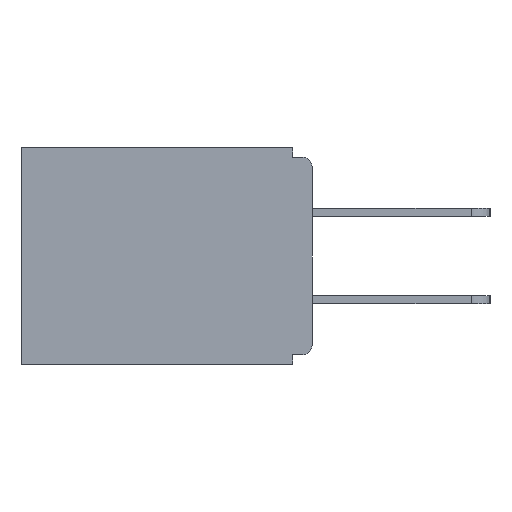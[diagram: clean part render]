
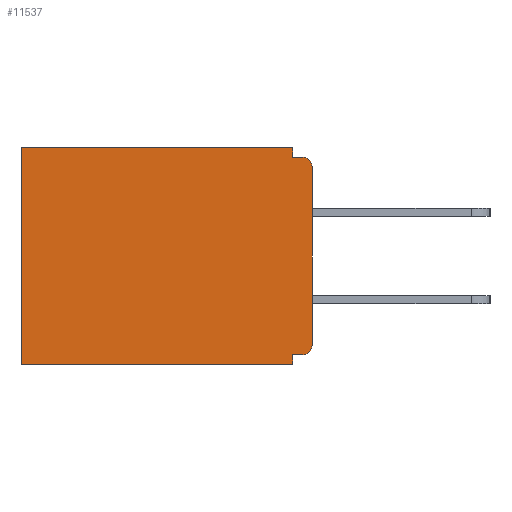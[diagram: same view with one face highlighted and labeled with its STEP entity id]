
A CAD part, left-side view. The second image highlights one B-rep face of the part: STEP entity #11537.
In plain terms, the highlighted planar face has unit normal (-1, 0, 0).
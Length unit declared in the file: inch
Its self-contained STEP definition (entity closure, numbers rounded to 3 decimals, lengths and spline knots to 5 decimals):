
#320 = ORIENTED_EDGE ( 'NONE', *, *, #8430, .F. ) ;
#890 = ORIENTED_EDGE ( 'NONE', *, *, #4760, .T. ) ;
#1082 = CARTESIAN_POINT ( 'NONE',  ( 0.298, 0., -0.015 ) ) ;
#1185 = VERTEX_POINT ( 'NONE', #1541 ) ;
#1541 = CARTESIAN_POINT ( 'NONE',  ( 0.298, 0., -0.03 ) ) ;
#1547 = DIRECTION ( 'NONE',  ( -1., 0., 0. ) ) ;
#1703 = CARTESIAN_POINT ( 'NONE',  ( 0.298, 0.031, -0.343 ) ) ;
#1784 = LINE ( 'NONE', #16505, #7077 ) ;
#1818 = LINE ( 'NONE', #14575, #4248 ) ;
#2043 = CARTESIAN_POINT ( 'NONE',  ( 0.298, 0., 0. ) ) ;
#2080 = CARTESIAN_POINT ( 'NONE',  ( 0.298, 0.031, 0. ) ) ;
#2381 = VERTEX_POINT ( 'NONE', #7247 ) ;
#2673 = VERTEX_POINT ( 'NONE', #12515 ) ;
#2935 = DIRECTION ( 'NONE',  ( 0., 0., -1. ) ) ;
#2961 = LINE ( 'NONE', #9738, #4047 ) ;
#2977 = VECTOR ( 'NONE', #10254, 39.37008 ) ;
#3839 = CARTESIAN_POINT ( 'NONE',  ( 0.298, 0.015, -0.03 ) ) ;
#3910 = CARTESIAN_POINT ( 'NONE',  ( 0.298, 0., -0.328 ) ) ;
#4047 = VECTOR ( 'NONE', #12689, 39.37008 ) ;
#4084 = CARTESIAN_POINT ( 'NONE',  ( 0.298, 0., 0. ) ) ;
#4207 = DIRECTION ( 'NONE',  ( 1., 0., 0. ) ) ;
#4248 = VECTOR ( 'NONE', #7305, 39.37008 ) ;
#4341 = CARTESIAN_POINT ( 'NONE',  ( 0.298, 0.031, -0.343 ) ) ;
#4633 = CARTESIAN_POINT ( 'NONE',  ( 0.298, 0.015, -0.328 ) ) ;
#4760 = EDGE_CURVE ( 'NONE', #9563, #13286, #10704, .T. ) ;
#4962 = CIRCLE ( 'NONE', #13632, 0.015 ) ;
#5021 = EDGE_CURVE ( 'NONE', #1185, #2673, #4962, .T. ) ;
#5186 = ORIENTED_EDGE ( 'NONE', *, *, #12728, .F. ) ;
#5303 = EDGE_CURVE ( 'NONE', #14755, #7382, #2961, .T. ) ;
#5573 = DIRECTION ( 'NONE',  ( 0., 0., -1. ) ) ;
#5600 = LINE ( 'NONE', #4341, #6688 ) ;
#5640 = ORIENTED_EDGE ( 'NONE', *, *, #15743, .T. ) ;
#6031 = FACE_OUTER_BOUND ( 'NONE', #16652, .T. ) ;
#6317 = DIRECTION ( 'NONE',  ( 0., 0., -1. ) ) ;
#6688 = VECTOR ( 'NONE', #5573, 39.37008 ) ;
#6731 = DIRECTION ( 'NONE',  ( -1., 0., 0. ) ) ;
#6756 = LINE ( 'NONE', #1082, #10950 ) ;
#7077 = VECTOR ( 'NONE', #11891, 39.37008 ) ;
#7247 = CARTESIAN_POINT ( 'NONE',  ( 0.298, 0.031, -0.328 ) ) ;
#7305 = DIRECTION ( 'NONE',  ( 0., 0., -1. ) ) ;
#7382 = VERTEX_POINT ( 'NONE', #17209 ) ;
#7543 = ORIENTED_EDGE ( 'NONE', *, *, #17802, .T. ) ;
#7989 = AXIS2_PLACEMENT_3D ( 'NONE', #12784, #1547, #2935 ) ;
#8052 = LINE ( 'NONE', #2043, #2977 ) ;
#8246 = AXIS2_PLACEMENT_3D ( 'NONE', #4084, #4207, #18163 ) ;
#8417 = CARTESIAN_POINT ( 'NONE',  ( 0.298, 0., -0.313 ) ) ;
#8430 = EDGE_CURVE ( 'NONE', #9563, #2381, #10342, .T. ) ;
#8448 = ORIENTED_EDGE ( 'NONE', *, *, #5021, .T. ) ;
#8917 = CARTESIAN_POINT ( 'NONE',  ( 0.298, 0.031, -0.015 ) ) ;
#9017 = VERTEX_POINT ( 'NONE', #8917 ) ;
#9081 = ORIENTED_EDGE ( 'NONE', *, *, #5303, .F. ) ;
#9134 = ORIENTED_EDGE ( 'NONE', *, *, #9201, .F. ) ;
#9201 = EDGE_CURVE ( 'NONE', #9017, #2673, #6756, .T. ) ;
#9319 = ORIENTED_EDGE ( 'NONE', *, *, #11342, .F. ) ;
#9563 = VERTEX_POINT ( 'NONE', #4633 ) ;
#9738 = CARTESIAN_POINT ( 'NONE',  ( 0.298, 0., -0.343 ) ) ;
#10254 = DIRECTION ( 'NONE',  ( 0., 1., 0. ) ) ;
#10342 = LINE ( 'NONE', #3910, #13808 ) ;
#10372 = VERTEX_POINT ( 'NONE', #2080 ) ;
#10642 = CARTESIAN_POINT ( 'NONE',  ( 0.298, 0., 0. ) ) ;
#10704 = CIRCLE ( 'NONE', #7989, 0.015 ) ;
#10950 = VECTOR ( 'NONE', #18172, 39.37008 ) ;
#11262 = CARTESIAN_POINT ( 'NONE',  ( 0.298, 0.46, 0. ) ) ;
#11342 = EDGE_CURVE ( 'NONE', #2381, #14755, #5600, .T. ) ;
#11537 = ADVANCED_FACE ( 'NONE', ( #6031 ), #13990, .F. ) ;
#11891 = DIRECTION ( 'NONE',  ( 0., 0., -1. ) ) ;
#12324 = VERTEX_POINT ( 'NONE', #11262 ) ;
#12515 = CARTESIAN_POINT ( 'NONE',  ( 0.298, 0.015, -0.015 ) ) ;
#12689 = DIRECTION ( 'NONE',  ( 0., 1., 0. ) ) ;
#12728 = EDGE_CURVE ( 'NONE', #10372, #9017, #1784, .T. ) ;
#12784 = CARTESIAN_POINT ( 'NONE',  ( 0.298, 0.015, -0.313 ) ) ;
#13286 = VERTEX_POINT ( 'NONE', #8417 ) ;
#13465 = EDGE_CURVE ( 'NONE', #1185, #13286, #15213, .T. ) ;
#13632 = AXIS2_PLACEMENT_3D ( 'NONE', #3839, #6731, #13678 ) ;
#13678 = DIRECTION ( 'NONE',  ( 0., 0., -1. ) ) ;
#13808 = VECTOR ( 'NONE', #16369, 39.37008 ) ;
#13853 = ORIENTED_EDGE ( 'NONE', *, *, #13465, .F. ) ;
#13990 = PLANE ( 'NONE',  #8246 ) ;
#14575 = CARTESIAN_POINT ( 'NONE',  ( 0.298, 0.46, 0. ) ) ;
#14755 = VERTEX_POINT ( 'NONE', #1703 ) ;
#15213 = LINE ( 'NONE', #10642, #15426 ) ;
#15426 = VECTOR ( 'NONE', #6317, 39.37008 ) ;
#15743 = EDGE_CURVE ( 'NONE', #10372, #12324, #8052, .T. ) ;
#16369 = DIRECTION ( 'NONE',  ( 0., 1., 0. ) ) ;
#16505 = CARTESIAN_POINT ( 'NONE',  ( 0.298, 0.031, -0.343 ) ) ;
#16652 = EDGE_LOOP ( 'NONE', ( #8448, #9134, #5186, #5640, #7543, #9081, #9319, #320, #890, #13853 ) ) ;
#17209 = CARTESIAN_POINT ( 'NONE',  ( 0.298, 0.46, -0.343 ) ) ;
#17802 = EDGE_CURVE ( 'NONE', #12324, #7382, #1818, .T. ) ;
#18163 = DIRECTION ( 'NONE',  ( 0., 0., -1. ) ) ;
#18172 = DIRECTION ( 'NONE',  ( 0., -1., 0. ) ) ;
